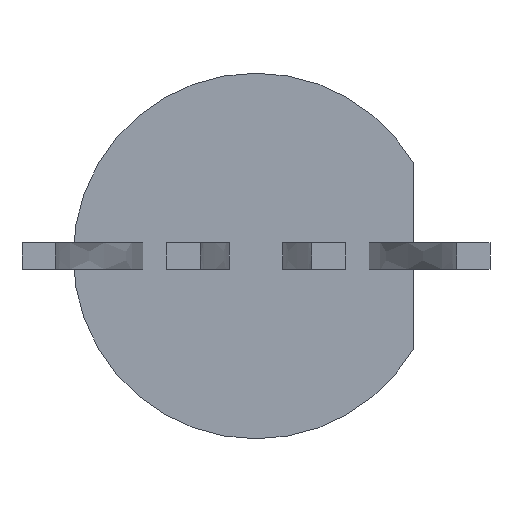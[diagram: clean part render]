
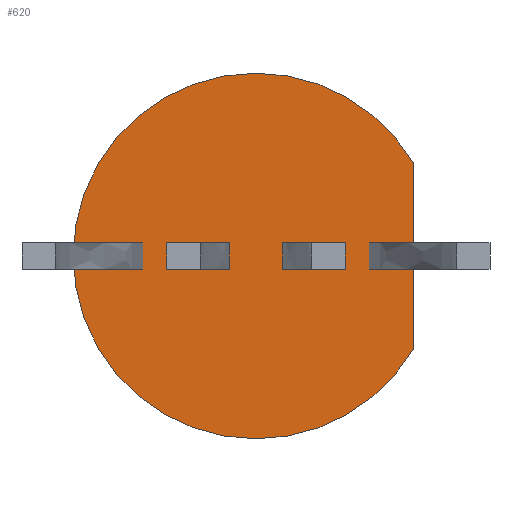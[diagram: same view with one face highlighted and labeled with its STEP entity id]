
A CAD part, front view. The second image highlights one B-rep face of the part: STEP entity #620.
In plain terms, the highlighted planar face has unit normal (0, -1, 0).
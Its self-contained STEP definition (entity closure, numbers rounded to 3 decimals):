
#48=CIRCLE('',#680,2.75);
#54=FACE_OUTER_BOUND('',#92,.T.);
#92=EDGE_LOOP('',(#404,#405));
#129=LINE('',#855,#191);
#191=VECTOR('',#716,1000.);
#253=VERTEX_POINT('',#852);
#254=VERTEX_POINT('',#854);
#310=EDGE_CURVE('',#253,#254,#129,.T.);
#317=EDGE_CURVE('',#254,#253,#48,.T.);
#404=ORIENTED_EDGE('',*,*,#310,.F.);
#405=ORIENTED_EDGE('',*,*,#317,.F.);
#566=PLANE('',#679);
#620=ADVANCED_FACE('',(#54),#566,.F.);
#679=AXIS2_PLACEMENT_3D('',#866,#728,#729);
#680=AXIS2_PLACEMENT_3D('',#867,#730,#731);
#716=DIRECTION('',(0.,0.,-1.));
#728=DIRECTION('center_axis',(0.,1.,0.));
#729=DIRECTION('ref_axis',(0.,0.,1.));
#730=DIRECTION('center_axis',(0.,1.,0.));
#731=DIRECTION('ref_axis',(0.,0.,1.));
#852=CARTESIAN_POINT('',(2.375,0.,1.386));
#854=CARTESIAN_POINT('',(2.375,0.,-1.386));
#855=CARTESIAN_POINT('',(2.375,0.,0.));
#866=CARTESIAN_POINT('Origin',(0.,0.,0.));
#867=CARTESIAN_POINT('Origin',(0.,0.,0.));
